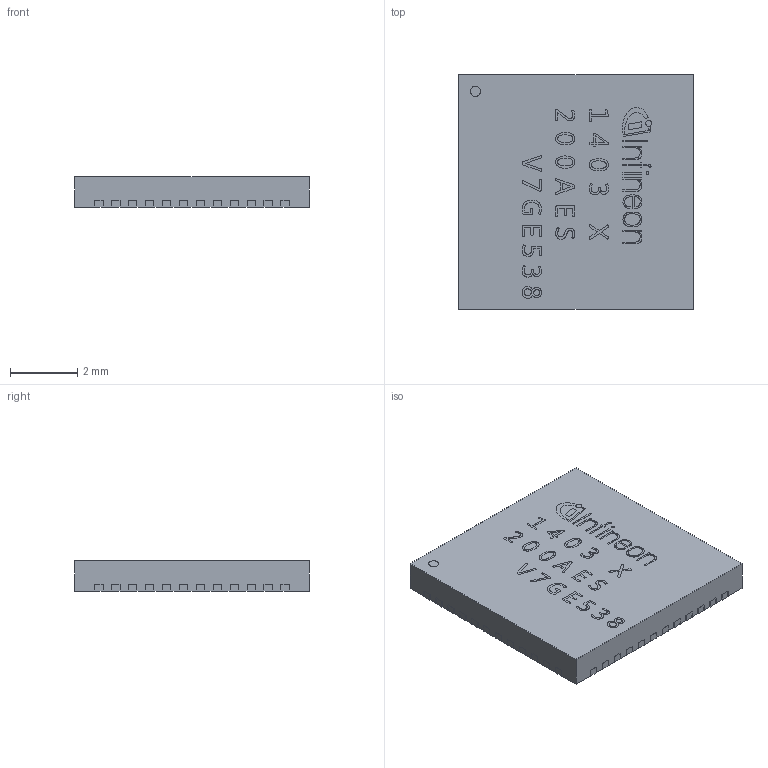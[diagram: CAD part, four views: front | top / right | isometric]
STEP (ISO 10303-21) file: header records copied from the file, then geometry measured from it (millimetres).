
FILE_DESCRIPTION(('FreeCAD Model'),'2;1');
FILE_NAME('XMC 1400.step','2019-05-13T08:35:39',( 'kicad StepUp'),('ksu MCAD'),'Open CASCADE STEP processor 7.3', 'FreeCAD','Unknown');
FILE_SCHEMA(('AUTOMOTIVE_DESIGN { 1 0 10303 214 1 1 1 1 }'));
Length unit declared in the file: millimetre
Products named in the file (1): XMC_1400
Bounding box: 7.02 x 7.02 x 0.9 mm (x, y, z)
Volume: 44.1 mm3; surface area: 123.7 mm2
Topology: 1 solids, 1 shells, 861 faces, 2457 edges, 1638 vertices
Faces by surface type: plane 463, extrusion 396, cylinder 2
Full cylindrical faces by diameter (mm): 0.18 x1, 0.3 x1
Entity records: 34300 total; most frequent: CARTESIAN_POINT 7309, ORIENTED_EDGE 4914, DIRECTION 3021, EDGE_CURVE 2457, VECTOR 2057, LINE 1661, VERTEX_POINT 1638, B_SPLINE_CURVE_WITH_KNOTS 1176
